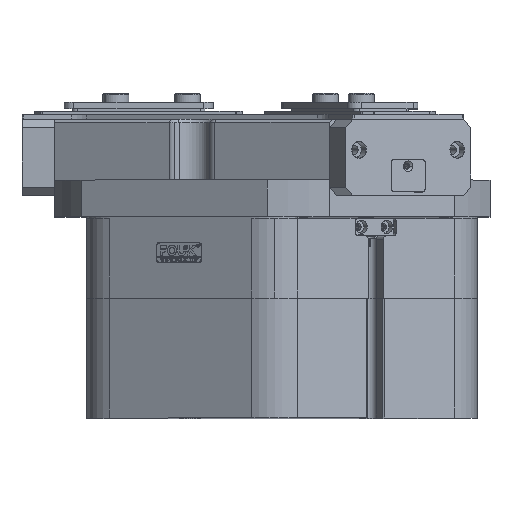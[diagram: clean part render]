
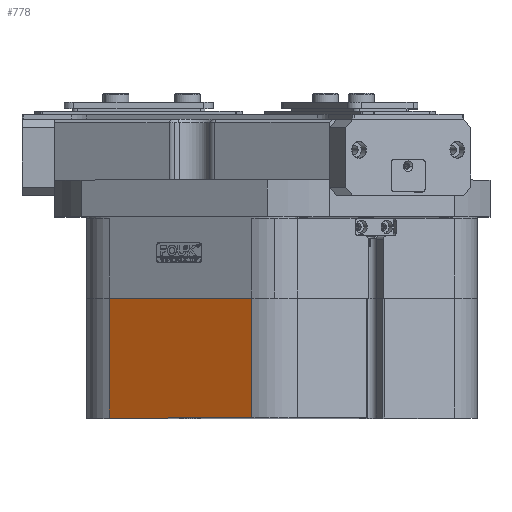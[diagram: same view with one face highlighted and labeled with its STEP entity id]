
A CAD part, top view. The second image highlights one B-rep face of the part: STEP entity #778.
In plain terms, the highlighted face is planar.
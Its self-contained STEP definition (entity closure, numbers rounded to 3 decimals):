
#778 = ADVANCED_FACE ( 'NONE', ( #28678 ), #19170, .T. ) ;
#931 = VECTOR ( 'NONE', #36342, 1000. ) ;
#3078 = DIRECTION ( 'NONE',  ( 0.5, 0., -0.866 ) ) ;
#3504 = LINE ( 'NONE', #7534, #931 ) ;
#6013 = EDGE_LOOP ( 'NONE', ( #20100, #48955, #53286, #38371 ) ) ;
#6914 = CARTESIAN_POINT ( 'NONE',  ( 105., 0., -80.252 ) ) ;
#7370 = VECTOR ( 'NONE', #39874, 1000. ) ;
#7534 = CARTESIAN_POINT ( 'NONE',  ( 61., 0., -105.655 ) ) ;
#8816 = VECTOR ( 'NONE', #32995, 1000. ) ;
#10893 = CARTESIAN_POINT ( 'NONE',  ( 105., 74., -80.252 ) ) ;
#11698 = CARTESIAN_POINT ( 'NONE',  ( 17., 74., -131.059 ) ) ;
#13456 = LINE ( 'NONE', #10893, #48876 ) ;
#17760 = EDGE_CURVE ( 'NONE', #50314, #41171, #41678, .T. ) ;
#19170 = PLANE ( 'NONE',  #37490 ) ;
#20100 = ORIENTED_EDGE ( 'NONE', *, *, #17760, .T. ) ;
#24332 = EDGE_CURVE ( 'NONE', #44358, #50314, #3504, .T. ) ;
#26012 = LINE ( 'NONE', #6914, #7370 ) ;
#28526 = CARTESIAN_POINT ( 'NONE',  ( 17., 0., -131.059 ) ) ;
#28678 = FACE_OUTER_BOUND ( 'NONE', #6013, .T. ) ;
#31925 = DIRECTION ( 'NONE',  ( -0.866, 0., -0.5 ) ) ;
#32995 = DIRECTION ( 'NONE',  ( 0., 1., 0. ) ) ;
#35878 = CARTESIAN_POINT ( 'NONE',  ( 244., 0., 0. ) ) ;
#36342 = DIRECTION ( 'NONE',  ( -0.866, 0., -0.5 ) ) ;
#37490 = AXIS2_PLACEMENT_3D ( 'NONE', #35878, #3078, #31925 ) ;
#38176 = CARTESIAN_POINT ( 'NONE',  ( 105., 74., -80.252 ) ) ;
#38371 = ORIENTED_EDGE ( 'NONE', *, *, #24332, .T. ) ;
#38482 = EDGE_CURVE ( 'NONE', #51709, #44358, #26012, .T. ) ;
#39719 = DIRECTION ( 'NONE',  ( -0.866, 0., -0.5 ) ) ;
#39874 = DIRECTION ( 'NONE',  ( 0., -1., 0. ) ) ;
#41171 = VERTEX_POINT ( 'NONE', #11698 ) ;
#41678 = LINE ( 'NONE', #28526, #8816 ) ;
#42830 = CARTESIAN_POINT ( 'NONE',  ( 105., 0., -80.252 ) ) ;
#42856 = CARTESIAN_POINT ( 'NONE',  ( 17., 0., -131.059 ) ) ;
#44358 = VERTEX_POINT ( 'NONE', #42830 ) ;
#48876 = VECTOR ( 'NONE', #39719, 1000. ) ;
#48955 = ORIENTED_EDGE ( 'NONE', *, *, #50777, .F. ) ;
#50314 = VERTEX_POINT ( 'NONE', #42856 ) ;
#50777 = EDGE_CURVE ( 'NONE', #51709, #41171, #13456, .T. ) ;
#51709 = VERTEX_POINT ( 'NONE', #38176 ) ;
#53286 = ORIENTED_EDGE ( 'NONE', *, *, #38482, .T. ) ;
